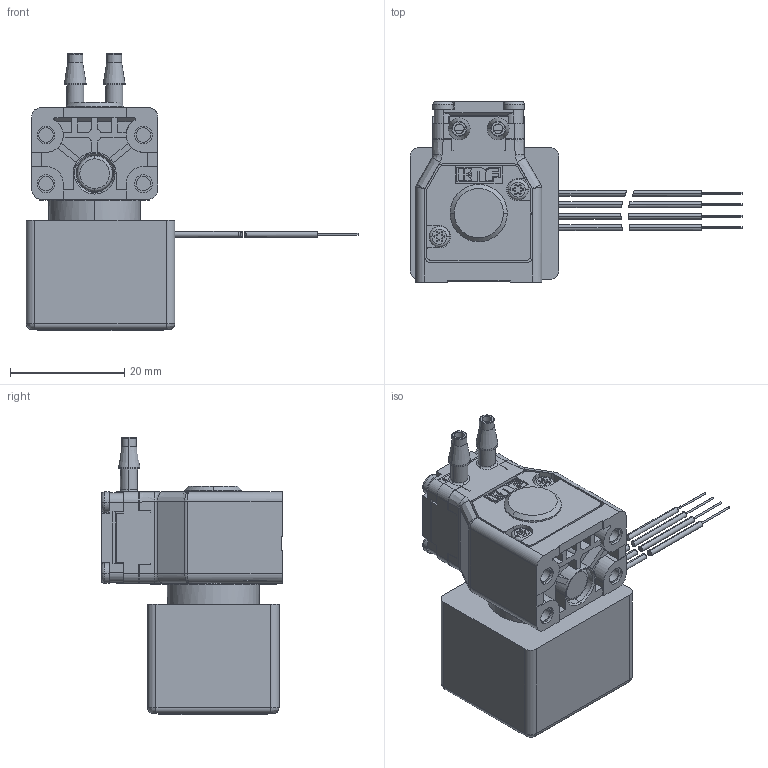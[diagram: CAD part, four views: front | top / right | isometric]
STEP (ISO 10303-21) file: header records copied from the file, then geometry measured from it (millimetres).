
FILE_DESCRIPTION (( 'STEP AP203' ), '1' );
FILE_NAME ('20-019452.step', '2022-03-22T13:45:45', ( '' ), ( '' ), 'SwSTEP 2.0', 'SolidWorks 2021', '' );
FILE_SCHEMA (( 'CONFIG_CONTROL_DESIGN' ));
Length unit declared in the file: millimetre
Products named in the file (1): 20-019452
Bounding box: 58 x 31.52 x 48.4 mm (x, y, z)
Volume: 21689.9 mm3; surface area: 7407.1 mm2
Topology: 5 solids, 7 shells, 1031 faces, 2517 edges, 1547 vertices
Faces by surface type: cylinder 417, plane 405, torus 102, bspline 94, cone 13
Entity records: 32468 total; most frequent: CARTESIAN_POINT 7814, DIRECTION 5410, ORIENTED_EDGE 5034, EDGE_CURVE 2517, AXIS2_PLACEMENT_3D 2008, VERTEX_POINT 1547, LINE 1394, VECTOR 1394
